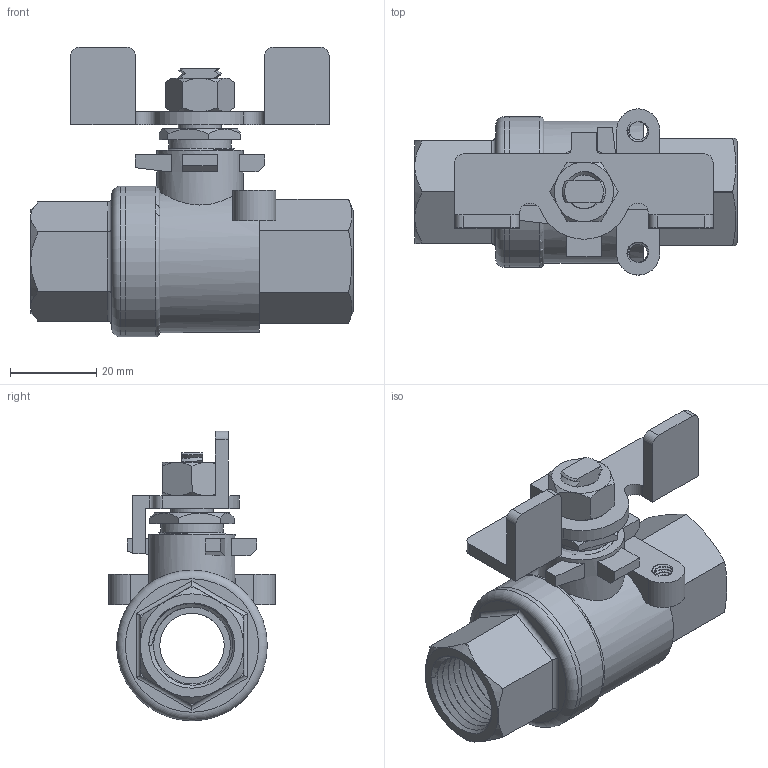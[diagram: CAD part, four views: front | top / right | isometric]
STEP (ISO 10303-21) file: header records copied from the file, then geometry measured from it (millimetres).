
FILE_DESCRIPTION(/* description */ ('Unknown'),/* implementation_level */ '2;1');
FILE_NAME(/* name */ '20201028-V-109PW-P005-TH-1000PSI-NA-DN15',/* time_stamp */ '2020-10-28T11:17:01+08:00',/* author */ ('Unknown'),/* organization */ ('Unknown'),/* preprocessor_version */ 'ST-DEVELOPER v16.7',/* originating_system */ 'DEX',/* authorisation */ $);
FILE_SCHEMA (('AUTOMOTIVE_DESIGN {1 0 10303 214 3 1 1}'));
Length unit declared in the file: millimetre
Products named in the file (1): dn15 組合
Bounding box: 75 x 38.6 x 67.3 mm (x, y, z)
Volume: 45625.3 mm3; surface area: 23578.6 mm2
Topology: 6 solids, 6 shells, 249 faces, 840 edges, 603 vertices
Faces by surface type: plane 113, cylinder 54, bspline 50, cone 30, torus 2
Full cylindrical faces by diameter (mm): 10 x1, 10.5 x1, 14.465 x1, 15 x1, 20 x1, 35 x2
Entity records: 25176 total; most frequent: CARTESIAN_POINT 18858, ORIENTED_EDGE 1640, DIRECTION 944, EDGE_CURVE 820, VERTEX_POINT 595, AXIS2_PLACEMENT_3D 347, EDGE_LOOP 279, FACE_BOUND 279
